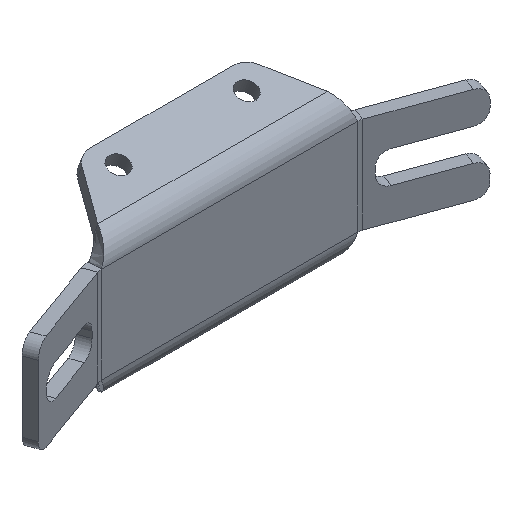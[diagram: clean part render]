
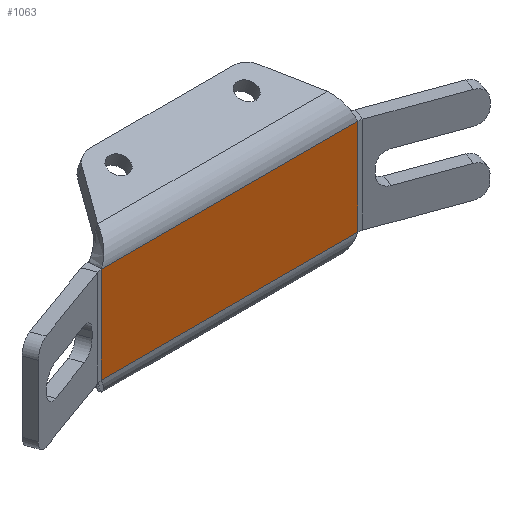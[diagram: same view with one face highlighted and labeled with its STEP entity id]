
A CAD part, isometric view. The second image highlights one B-rep face of the part: STEP entity #1063.
In plain terms, the highlighted planar face has unit normal (0, -1, 0).
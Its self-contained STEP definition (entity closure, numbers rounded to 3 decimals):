
#114=FACE_OUTER_BOUND('',#179,.T.);
#179=EDGE_LOOP('',(#734,#735,#736,#737));
#253=LINE('',#1577,#357);
#262=LINE('',#1608,#366);
#263=LINE('',#1610,#367);
#264=LINE('',#1611,#368);
#357=VECTOR('',#1256,10.);
#366=VECTOR('',#1285,10.);
#367=VECTOR('',#1286,10.);
#368=VECTOR('',#1287,10.);
#461=VERTEX_POINT('',#1574);
#462=VERTEX_POINT('',#1576);
#474=VERTEX_POINT('',#1607);
#475=VERTEX_POINT('',#1609);
#558=EDGE_CURVE('',#461,#462,#253,.T.);
#574=EDGE_CURVE('',#474,#461,#262,.T.);
#575=EDGE_CURVE('',#475,#474,#263,.T.);
#576=EDGE_CURVE('',#462,#475,#264,.T.);
#734=ORIENTED_EDGE('',*,*,#558,.F.);
#735=ORIENTED_EDGE('',*,*,#574,.F.);
#736=ORIENTED_EDGE('',*,*,#575,.F.);
#737=ORIENTED_EDGE('',*,*,#576,.F.);
#1029=PLANE('',#1149);
#1063=ADVANCED_FACE('',(#114),#1029,.F.);
#1149=AXIS2_PLACEMENT_3D('',#1606,#1283,#1284);
#1256=DIRECTION('',(0.,0.,1.));
#1283=DIRECTION('center_axis',(0.,1.,0.));
#1284=DIRECTION('ref_axis',(1.,0.,0.));
#1285=DIRECTION('',(-1.,0.,0.));
#1286=DIRECTION('',(0.,0.,-1.));
#1287=DIRECTION('',(1.,0.,0.));
#1574=CARTESIAN_POINT('',(0.,-4.,0.));
#1576=CARTESIAN_POINT('',(0.,-4.,30.));
#1577=CARTESIAN_POINT('',(0.,-4.,7.5));
#1606=CARTESIAN_POINT('Origin',(96.5,-4.,15.));
#1607=CARTESIAN_POINT('',(80.,-4.,0.));
#1608=CARTESIAN_POINT('',(48.25,-4.,0.));
#1609=CARTESIAN_POINT('',(80.,-4.,30.));
#1610=CARTESIAN_POINT('',(80.,-4.,7.5));
#1611=CARTESIAN_POINT('',(48.25,-4.,30.));
